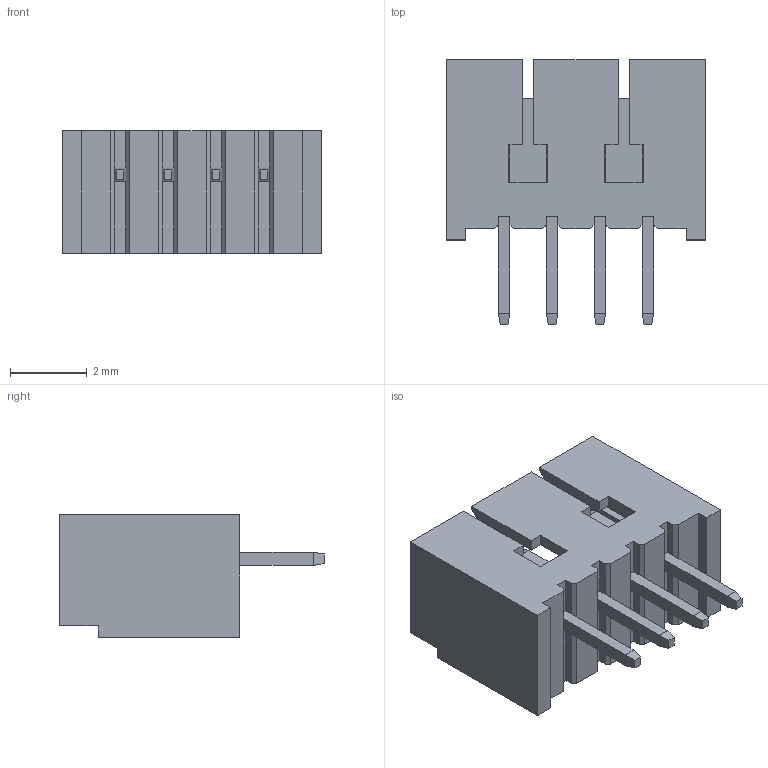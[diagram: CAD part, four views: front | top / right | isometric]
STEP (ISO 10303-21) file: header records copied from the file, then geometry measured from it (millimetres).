
FILE_DESCRIPTION (( 'STEP AP214' ), '1' );
FILE_NAME ('MX1.25-4A.STEP', '2023-04-05T05:32:58', ( '' ), ( '' ), 'SwSTEP 2.0', 'SolidWorks 2022', '' );
FILE_SCHEMA (( 'AUTOMOTIVE_DESIGN' ));
Length unit declared in the file: millimetre
Products named in the file (1): MX1.25-4A
Bounding box: 6.75 x 6.9 x 3.2 mm (x, y, z)
Volume: 32 mm3; surface area: 220.1 mm2
Topology: 1 solids, 1 shells, 157 faces, 397 edges, 246 vertices
Faces by surface type: plane 157
Entity records: 5369 total; most frequent: CARTESIAN_POINT 801, ORIENTED_EDGE 794, DIRECTION 713, LINE 397, EDGE_CURVE 397, VECTOR 397, VERTEX_POINT 246, EDGE_LOOP 161
